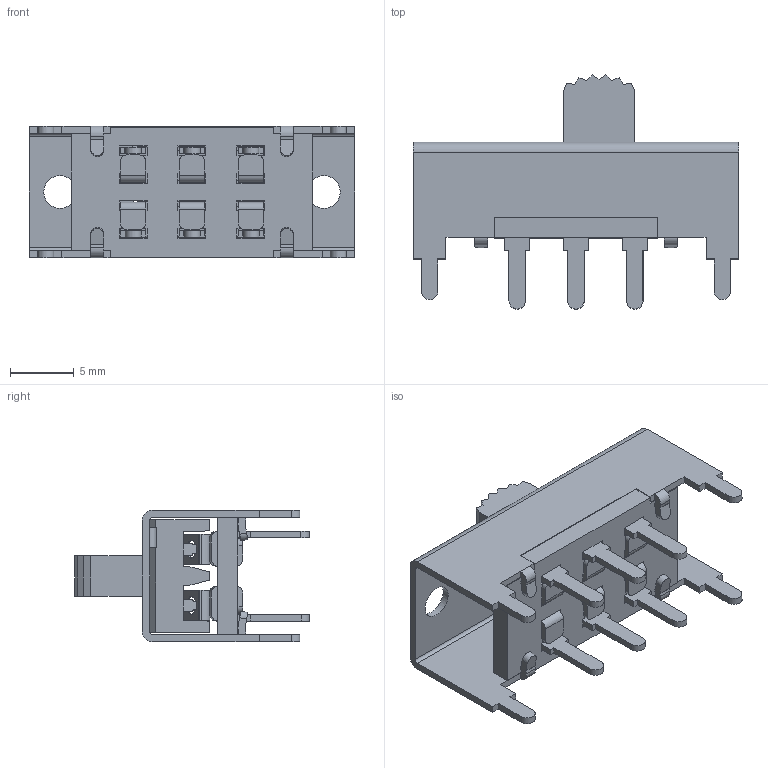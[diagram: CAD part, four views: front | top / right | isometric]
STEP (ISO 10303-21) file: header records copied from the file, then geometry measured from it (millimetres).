
FILE_DESCRIPTION(/* description */ (''),/* implementation_level */ '2;1');
FILE_NAME(/* name */ 'GPF-126-0001_3D Model.stp',/* time_stamp */ '2023-10-02T10:37:10-04:00',/* author */ ('dwiltbank'),/* organization */ (''),/* preprocessor_version */ 'ST-DEVELOPER v19.2',/* originating_system */ 'Autodesk Inventor 2024',/* authorisation */ '');
FILE_SCHEMA (('AUTOMOTIVE_DESIGN { 1 0 10303 214 3 1 1 }'));
Length unit declared in the file: inch
Products named in the file (1): GPF-126-0001_Simplify
Bounding box: 25.4 x 18.31 x 10.26 mm (x, y, z)
Volume: 1045.6 mm3; surface area: 2799.5 mm2
Topology: 1 solids, 1 shells, 560 faces, 1764 edges, 1164 vertices
Faces by surface type: plane 395, cylinder 165
Full cylindrical faces by diameter (mm): 1.6 x4, 2.54 x2
Entity records: 20310 total; most frequent: CARTESIAN_POINT 3564, ORIENTED_EDGE 3528, DIRECTION 3227, EDGE_CURVE 1764, LINE 1389, VECTOR 1389, VERTEX_POINT 1164, AXIS2_PLACEMENT_3D 919
